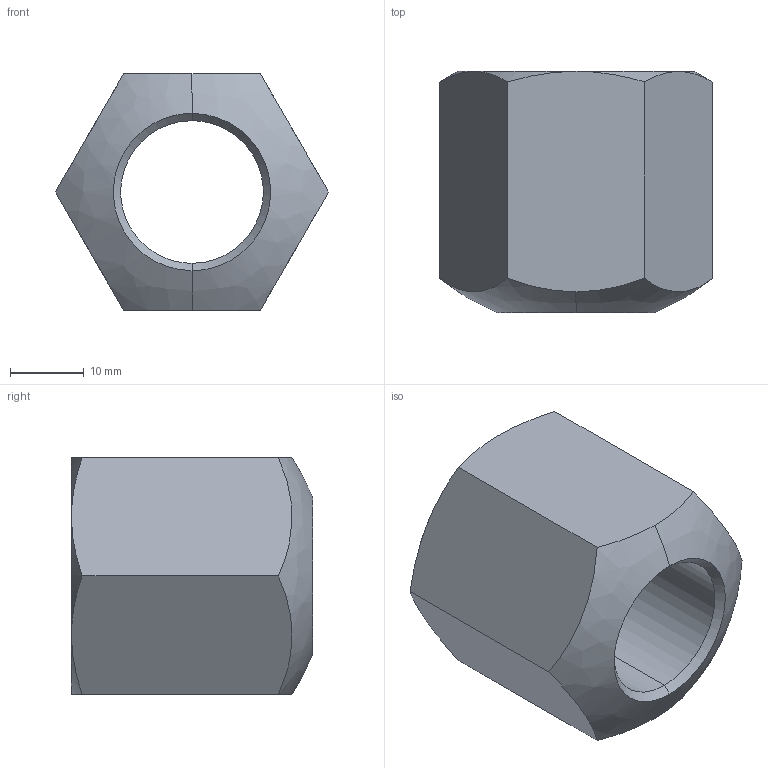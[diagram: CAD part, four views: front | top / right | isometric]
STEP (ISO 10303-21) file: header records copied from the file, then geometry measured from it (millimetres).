
FILE_DESCRIPTION(/* description */ (''),/* implementation_level */ '2;1');
FILE_NAME(/* name */ 'component8',/* time_stamp */ '2006-02-17T14:13:38+01:00',/* author */ (''),/* organization */ (''),/* preprocessor_version */ 'ST-DEVELOPER v8',/* originating_system */ '',/* authorisation */ '');
FILE_SCHEMA (('CONFIG_CONTROL_DESIGN'));
Length unit declared in the file: millimetre
Products named in the file (1): 8
Bounding box: 36.95 x 32.63 x 32 mm (x, y, z)
Volume: 18388.5 mm3; surface area: 6368.8 mm2
Topology: 1 solids, 1 shells, 21 faces, 48 edges, 28 vertices
Faces by surface type: bspline 21
Entity records: 794 total; most frequent: CARTESIAN_POINT 435, ORIENTED_EDGE 96, EDGE_CURVE 48, B_SPLINE_CURVE_WITH_KNOTS 31, VERTEX_POINT 28, EDGE_LOOP 22, ADVANCED_FACE 21, FACE_OUTER_BOUND 21
